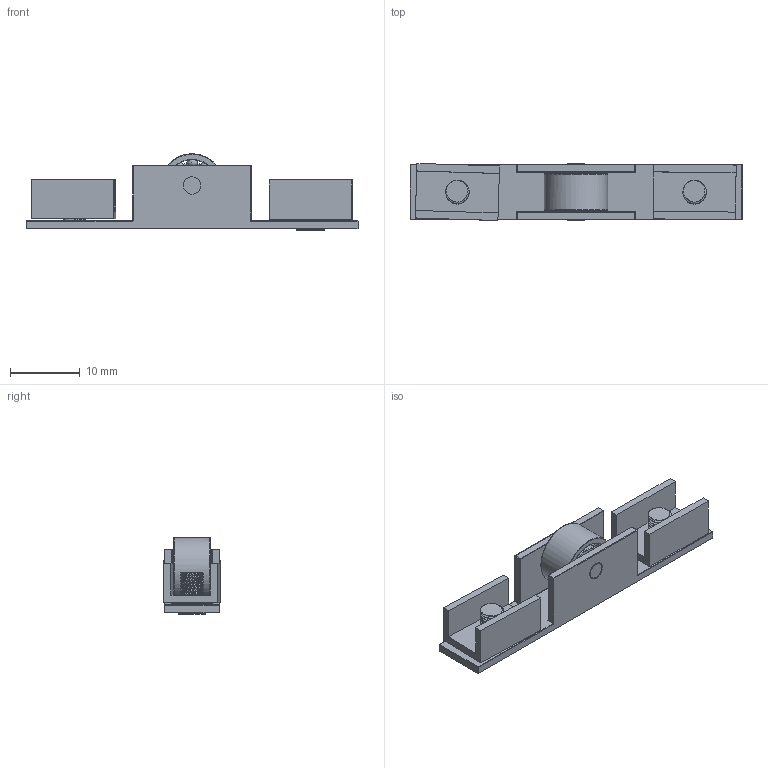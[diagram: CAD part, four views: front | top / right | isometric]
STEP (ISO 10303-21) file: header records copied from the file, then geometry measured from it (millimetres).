
FILE_DESCRIPTION(('FreeCAD Model'),'2;1');
FILE_NAME('Open CASCADE Shape Model','2025-05-02T08:15:14',('FreeCAD'),( 'FreeCAD'),'Open CASCADE STEP processor 7.6','FreeCAD','Unknown');
FILE_SCHEMA(('AUTOMOTIVE_DESIGN { 1 0 10303 214 1 1 1 1 }'));
Length unit declared in the file: millimetre
Products named in the file (1): Open CASCADE STEP translator 7.6 1
Bounding box: 47.77 x 8.21 x 10.98 mm (x, y, z)
Volume: 1489.1 mm3; surface area: 3471.4 mm2
Topology: 31 solids, 31 shells, 301 faces, 725 edges, 468 vertices
Faces by surface type: bspline 301
Entity records: 16505 total; most frequent: CARTESIAN_POINT 12400, ORIENTED_EDGE 1390, EDGE_CURVE 695, B_SPLINE_CURVE_WITH_KNOTS 464, VERTEX_POINT 458, FACE_BOUND 317, EDGE_LOOP 307, ADVANCED_FACE 301
